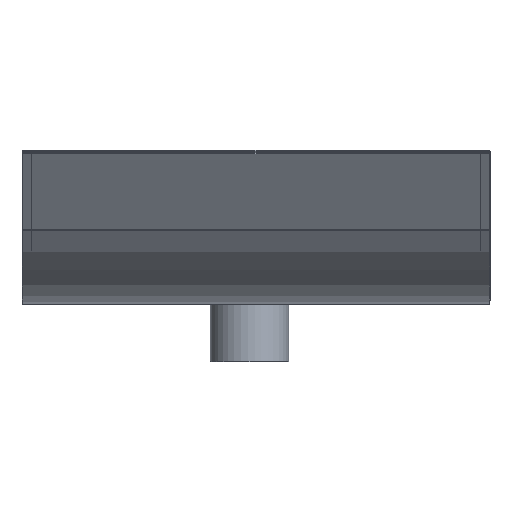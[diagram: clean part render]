
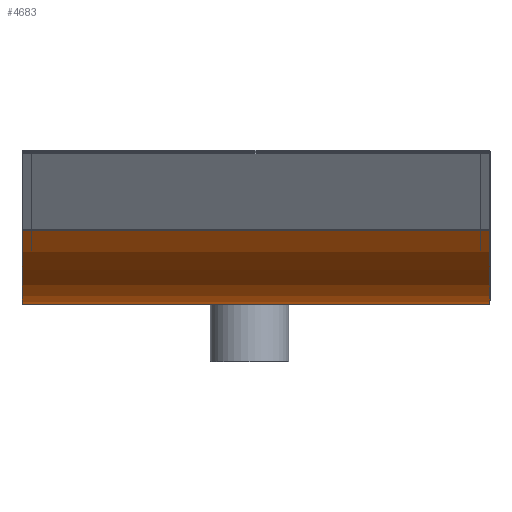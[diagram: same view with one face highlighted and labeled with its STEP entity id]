
A CAD part, front view. The second image highlights one B-rep face of the part: STEP entity #4683.
In plain terms, the highlighted cylindrical face has radius 93 mm (diameter 186 mm), a partial arc.
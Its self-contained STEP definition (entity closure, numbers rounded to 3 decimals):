
#148 = ORIENTED_EDGE ( 'NONE', *, *, #9421, .T. ) ;
#631 = ORIENTED_EDGE ( 'NONE', *, *, #10057, .T. ) ;
#837 = VECTOR ( 'NONE', #5928, 1000. ) ;
#1082 = CYLINDRICAL_SURFACE ( 'NONE', #1820, 93. ) ;
#1087 = CIRCLE ( 'NONE', #7480, 93. ) ;
#1135 = DIRECTION ( 'NONE',  ( 0., 0., 1. ) ) ;
#1522 = DIRECTION ( 'NONE',  ( 0., 0., 1. ) ) ;
#1638 = CARTESIAN_POINT ( 'NONE',  ( 111.466, -281.15, 174.257 ) ) ;
#1701 = LINE ( 'NONE', #4033, #1712 ) ;
#1712 = VECTOR ( 'NONE', #8243, 1000. ) ;
#1820 = AXIS2_PLACEMENT_3D ( 'NONE', #2875, #5425, #1135 ) ;
#1843 = ORIENTED_EDGE ( 'NONE', *, *, #3949, .T. ) ;
#2121 = EDGE_CURVE ( 'NONE', #2651, #5167, #1087, .T. ) ;
#2446 = CARTESIAN_POINT ( 'NONE',  ( -138.534, -204.968, 134.6 ) ) ;
#2651 = VERTEX_POINT ( 'NONE', #8028 ) ;
#2768 = FACE_OUTER_BOUND ( 'NONE', #9318, .T. ) ;
#2875 = CARTESIAN_POINT ( 'NONE',  ( -500013.534, -204.968, 227.6 ) ) ;
#3667 = VERTEX_POINT ( 'NONE', #2446 ) ;
#3949 = EDGE_CURVE ( 'NONE', #5111, #3667, #7499, .T. ) ;
#3990 = ORIENTED_EDGE ( 'NONE', *, *, #2121, .T. ) ;
#4033 = CARTESIAN_POINT ( 'NONE',  ( -500013.534, -204.968, 134.6 ) ) ;
#4180 = LINE ( 'NONE', #8393, #837 ) ;
#4271 = DIRECTION ( 'NONE',  ( 0., 0., 1. ) ) ;
#4430 = CARTESIAN_POINT ( 'NONE',  ( -138.534, -281.15, 174.257 ) ) ;
#4683 = ADVANCED_FACE ( 'NONE', ( #2768 ), #1082, .T. ) ;
#5092 = CARTESIAN_POINT ( 'NONE',  ( -138.534, -204.968, 227.6 ) ) ;
#5111 = VERTEX_POINT ( 'NONE', #4430 ) ;
#5167 = VERTEX_POINT ( 'NONE', #1638 ) ;
#5425 = DIRECTION ( 'NONE',  ( 1., 0., 0. ) ) ;
#5928 = DIRECTION ( 'NONE',  ( -1., 0., 0. ) ) ;
#6669 = DIRECTION ( 'NONE',  ( -1., 0., 0. ) ) ;
#7480 = AXIS2_PLACEMENT_3D ( 'NONE', #9143, #6669, #1522 ) ;
#7499 = CIRCLE ( 'NONE', #10106, 93. ) ;
#8028 = CARTESIAN_POINT ( 'NONE',  ( 111.466, -204.968, 134.6 ) ) ;
#8243 = DIRECTION ( 'NONE',  ( 1., 0., 0. ) ) ;
#8269 = DIRECTION ( 'NONE',  ( 1., 0., 0. ) ) ;
#8393 = CARTESIAN_POINT ( 'NONE',  ( -500013.534, -281.15, 174.257 ) ) ;
#9143 = CARTESIAN_POINT ( 'NONE',  ( 111.466, -204.968, 227.6 ) ) ;
#9318 = EDGE_LOOP ( 'NONE', ( #631, #3990, #148, #1843 ) ) ;
#9421 = EDGE_CURVE ( 'NONE', #5167, #5111, #4180, .T. ) ;
#10057 = EDGE_CURVE ( 'NONE', #3667, #2651, #1701, .T. ) ;
#10106 = AXIS2_PLACEMENT_3D ( 'NONE', #5092, #8269, #4271 ) ;
